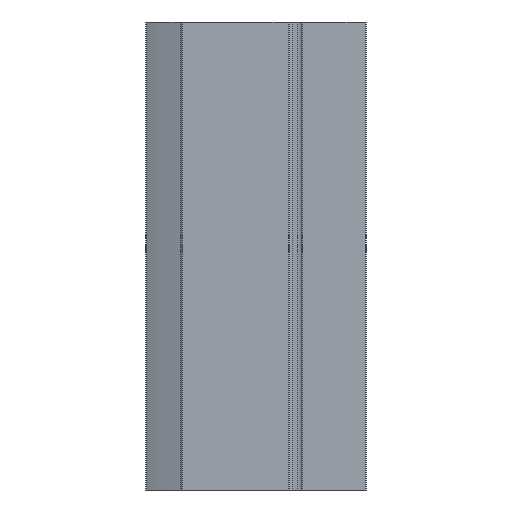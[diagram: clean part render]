
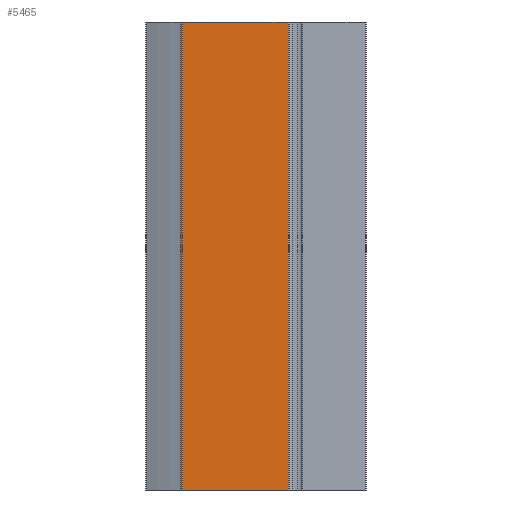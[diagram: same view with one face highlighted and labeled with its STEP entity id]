
A CAD part, front view. The second image highlights one B-rep face of the part: STEP entity #5465.
In plain terms, the highlighted planar face has unit normal (0, -1, 0).
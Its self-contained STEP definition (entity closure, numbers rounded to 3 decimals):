
#245=PLANE('',#5917);
#824=ORIENTED_EDGE('',*,*,#2240,.F.);
#825=ORIENTED_EDGE('',*,*,#2239,.F.);
#826=ORIENTED_EDGE('',*,*,#2241,.T.);
#827=ORIENTED_EDGE('',*,*,#2242,.T.);
#2239=EDGE_CURVE('',#2944,#2943,#3462,.T.);
#2240=EDGE_CURVE('',#2943,#2945,#3463,.T.);
#2241=EDGE_CURVE('',#2944,#2946,#3464,.T.);
#2242=EDGE_CURVE('',#2946,#2945,#3465,.T.);
#2943=VERTEX_POINT('',#8728);
#2944=VERTEX_POINT('',#8730);
#2945=VERTEX_POINT('',#8734);
#2946=VERTEX_POINT('',#8736);
#3462=LINE('',#8731,#3828);
#3463=LINE('',#8733,#3829);
#3464=LINE('',#8735,#3830);
#3465=LINE('',#8737,#3831);
#3828=VECTOR('',#6668,1000.);
#3829=VECTOR('',#6671,1000.);
#3830=VECTOR('',#6672,1000.);
#3831=VECTOR('',#6673,1000.);
#4202=EDGE_LOOP('',(#824,#825,#826,#827));
#4780=FACE_BOUND('',#4202,.T.);
#5465=ADVANCED_FACE('',(#4780),#245,.T.);
#5917=AXIS2_PLACEMENT_3D('',#8732,#6669,#6670);
#6668=DIRECTION('',(0.,0.,1.));
#6669=DIRECTION('',(0.,-1.,0.));
#6670=DIRECTION('',(0.,0.,-1.));
#6671=DIRECTION('',(1.,0.,0.));
#6672=DIRECTION('',(1.,0.,0.));
#6673=DIRECTION('',(0.,0.,1.));
#8728=CARTESIAN_POINT('',(-47.42,0.,0.));
#8730=CARTESIAN_POINT('',(-47.42,0.,-197.));
#8731=CARTESIAN_POINT('',(-47.42,0.,-197.));
#8732=CARTESIAN_POINT('',(-47.42,0.,-197.));
#8733=CARTESIAN_POINT('',(-47.42,0.,0.));
#8734=CARTESIAN_POINT('',(-3.,0.,0.));
#8735=CARTESIAN_POINT('',(-47.42,0.,-197.));
#8736=CARTESIAN_POINT('',(-3.,0.,-197.));
#8737=CARTESIAN_POINT('',(-3.,0.,-197.));
